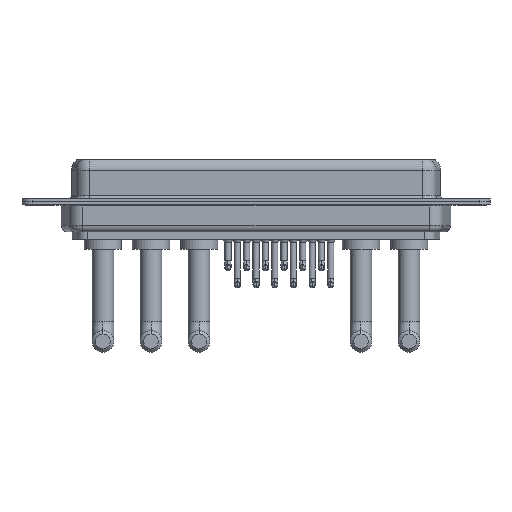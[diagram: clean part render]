
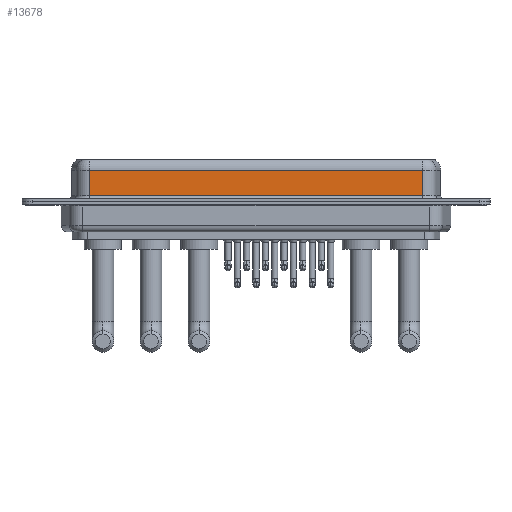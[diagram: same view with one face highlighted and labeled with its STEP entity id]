
A CAD part, front view. The second image highlights one B-rep face of the part: STEP entity #13678.
In plain terms, the highlighted planar face has unit normal (0, -1, 0).
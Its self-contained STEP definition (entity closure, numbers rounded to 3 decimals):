
#232 = CARTESIAN_POINT ( 'NONE',  ( 56.462, -3.95, 6.4 ) ) ;
#907 = PLANE ( 'NONE',  #7690 ) ;
#1695 = LINE ( 'NONE', #3533, #13926 ) ;
#1874 = CARTESIAN_POINT ( 'NONE',  ( 7.038, -3.95, 6.4 ) ) ;
#2411 = VERTEX_POINT ( 'NONE', #16266 ) ;
#2833 = VECTOR ( 'NONE', #15997, 1000. ) ;
#3533 = CARTESIAN_POINT ( 'NONE',  ( 56.462, -3.95, 4.65 ) ) ;
#3955 = ORIENTED_EDGE ( 'NONE', *, *, #13414, .T. ) ;
#5830 = VERTEX_POINT ( 'NONE', #5853 ) ;
#5853 = CARTESIAN_POINT ( 'NONE',  ( 56.462, -3.95, 4.65 ) ) ;
#6569 = EDGE_LOOP ( 'NONE', ( #16140, #18402, #13012, #3955 ) ) ;
#6575 = DIRECTION ( 'NONE',  ( 0., 0., 1. ) ) ;
#7642 = DIRECTION ( 'NONE',  ( 0., 0., -1. ) ) ;
#7690 = AXIS2_PLACEMENT_3D ( 'NONE', #8160, #9645, #6575 ) ;
#7706 = DIRECTION ( 'NONE',  ( -1., 0., 0. ) ) ;
#8160 = CARTESIAN_POINT ( 'NONE',  ( 56.462, -3.95, 6.4 ) ) ;
#9229 = DIRECTION ( 'NONE',  ( 1., 0., 0. ) ) ;
#9470 = FACE_OUTER_BOUND ( 'NONE', #6569, .T. ) ;
#9601 = CARTESIAN_POINT ( 'NONE',  ( 56.462, -3.95, 0.9 ) ) ;
#9645 = DIRECTION ( 'NONE',  ( 0., 1., 0. ) ) ;
#10704 = LINE ( 'NONE', #17990, #13327 ) ;
#12993 = LINE ( 'NONE', #232, #2833 ) ;
#13012 = ORIENTED_EDGE ( 'NONE', *, *, #13244, .T. ) ;
#13244 = EDGE_CURVE ( 'NONE', #2411, #14551, #14635, .T. ) ;
#13327 = VECTOR ( 'NONE', #9229, 1000. ) ;
#13414 = EDGE_CURVE ( 'NONE', #14551, #14768, #10704, .T. ) ;
#13678 = ADVANCED_FACE ( 'NONE', ( #9470 ), #907, .F. ) ;
#13926 = VECTOR ( 'NONE', #7706, 1000. ) ;
#14551 = VERTEX_POINT ( 'NONE', #18006 ) ;
#14635 = LINE ( 'NONE', #1874, #16639 ) ;
#14768 = VERTEX_POINT ( 'NONE', #9601 ) ;
#14822 = EDGE_CURVE ( 'NONE', #5830, #2411, #1695, .T. ) ;
#15997 = DIRECTION ( 'NONE',  ( 0., 0., -1. ) ) ;
#16140 = ORIENTED_EDGE ( 'NONE', *, *, #18373, .F. ) ;
#16266 = CARTESIAN_POINT ( 'NONE',  ( 7.038, -3.95, 4.65 ) ) ;
#16639 = VECTOR ( 'NONE', #7642, 1000. ) ;
#17990 = CARTESIAN_POINT ( 'NONE',  ( 56.462, -3.95, 0.9 ) ) ;
#18006 = CARTESIAN_POINT ( 'NONE',  ( 7.038, -3.95, 0.9 ) ) ;
#18373 = EDGE_CURVE ( 'NONE', #5830, #14768, #12993, .T. ) ;
#18402 = ORIENTED_EDGE ( 'NONE', *, *, #14822, .T. ) ;
